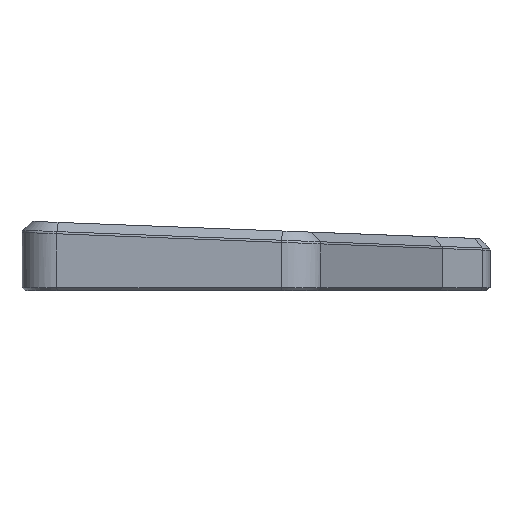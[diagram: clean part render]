
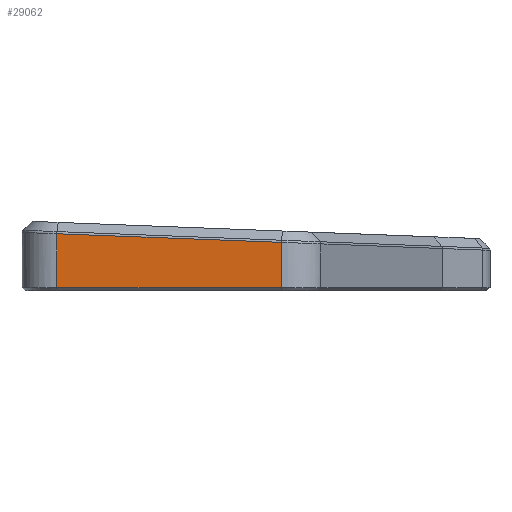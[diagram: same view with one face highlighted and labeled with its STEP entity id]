
A CAD part, left-side view. The second image highlights one B-rep face of the part: STEP entity #29062.
In plain terms, the highlighted planar face has unit normal (-0.995, 0.096, 0).
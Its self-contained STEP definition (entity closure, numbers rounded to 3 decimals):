
#4470 = PLANE('',#4471);
#4471 = AXIS2_PLACEMENT_3D('',#4472,#4473,#4474);
#4472 = CARTESIAN_POINT('',(-121.357,-11.64,-9.025));
#4473 = DIRECTION('',(-0.704,0.068,-0.707
    ));
#4474 = DIRECTION('',(0.096,0.995,
    0.));
#6206 = CYLINDRICAL_SURFACE('',#6207,9.5);
#6207 = AXIS2_PLACEMENT_3D('',#6208,#6209,#6210);
#6208 = CARTESIAN_POINT('',(-106.94,42.881,4.5));
#6209 = DIRECTION('',(0.,0.,1.));
#6210 = DIRECTION('',(0.,1.,0.));
#13877 = VERTEX_POINT('',#13878);
#13878 = CARTESIAN_POINT('',(-116.396,43.791,-8.65));
#13926 = VERTEX_POINT('',#13927);
#13927 = CARTESIAN_POINT('',(-121.73,-11.604,-8.65));
#13947 = EDGE_CURVE('',#13926,#13877,#13948,.T.);
#13948 = SURFACE_CURVE('',#13949,(#13953,#13960),.PCURVE_S1.);
#13949 = LINE('',#13950,#13951);
#13950 = CARTESIAN_POINT('',(-121.73,-11.604,-8.65));
#13951 = VECTOR('',#13952,1.);
#13952 = DIRECTION('',(0.096,0.995,
    0.));
#13953 = PCURVE('',#4470,#13954);
#13954 = DEFINITIONAL_REPRESENTATION('',(#13955),#13959);
#13955 = LINE('',#13956,#13957);
#13956 = CARTESIAN_POINT('',(0.,-0.53));
#13957 = VECTOR('',#13958,1.);
#13958 = DIRECTION('',(1.,0.));
#13959 = ( GEOMETRIC_REPRESENTATION_CONTEXT(2) 
PARAMETRIC_REPRESENTATION_CONTEXT() REPRESENTATION_CONTEXT('2D SPACE',''
  ) );
#13960 = PCURVE('',#13961,#13966);
#13961 = PLANE('',#13962);
#13962 = AXIS2_PLACEMENT_3D('',#13963,#13964,#13965);
#13963 = CARTESIAN_POINT('',(-121.73,-11.604,4.5));
#13964 = DIRECTION('',(0.995,-0.096,0.));
#13965 = DIRECTION('',(0.096,0.995,
    0.));
#13966 = DEFINITIONAL_REPRESENTATION('',(#13967),#13971);
#13967 = LINE('',#13968,#13969);
#13968 = CARTESIAN_POINT('',(0.,-13.15));
#13969 = VECTOR('',#13970,1.);
#13970 = DIRECTION('',(1.,0.));
#13971 = ( GEOMETRIC_REPRESENTATION_CONTEXT(2) 
PARAMETRIC_REPRESENTATION_CONTEXT() REPRESENTATION_CONTEXT('2D SPACE',''
  ) );
#14015 = CYLINDRICAL_SURFACE('',#14016,9.5);
#14016 = AXIS2_PLACEMENT_3D('',#14017,#14018,#14019);
#14017 = CARTESIAN_POINT('',(-112.274,-12.514,4.5));
#14018 = DIRECTION('',(0.,0.,1.));
#14019 = DIRECTION('',(0.,1.,0.));
#15967 = EDGE_CURVE('',#15968,#13877,#15970,.T.);
#15968 = VERTEX_POINT('',#15969);
#15969 = CARTESIAN_POINT('',(-116.396,43.791,
    4.626));
#15970 = SURFACE_CURVE('',#15971,(#15975,#15982),.PCURVE_S1.);
#15971 = LINE('',#15972,#15973);
#15972 = CARTESIAN_POINT('',(-116.396,43.791,10.5));
#15973 = VECTOR('',#15974,1.);
#15974 = DIRECTION('',(0.,0.,-1.));
#15975 = PCURVE('',#6206,#15976);
#15976 = DEFINITIONAL_REPRESENTATION('',(#15977),#15981);
#15977 = LINE('',#15978,#15979);
#15978 = CARTESIAN_POINT('',(1.475,6.));
#15979 = VECTOR('',#15980,1.);
#15980 = DIRECTION('',(0.,-1.));
#15981 = ( GEOMETRIC_REPRESENTATION_CONTEXT(2) 
PARAMETRIC_REPRESENTATION_CONTEXT() REPRESENTATION_CONTEXT('2D SPACE',''
  ) );
#15982 = PCURVE('',#13961,#15983);
#15983 = DEFINITIONAL_REPRESENTATION('',(#15984),#15988);
#15984 = LINE('',#15985,#15986);
#15985 = CARTESIAN_POINT('',(55.651,6.));
#15986 = VECTOR('',#15987,1.);
#15987 = DIRECTION('',(0.,-1.));
#15988 = ( GEOMETRIC_REPRESENTATION_CONTEXT(2) 
PARAMETRIC_REPRESENTATION_CONTEXT() REPRESENTATION_CONTEXT('2D SPACE',''
  ) );
#18496 = CYLINDRICAL_SURFACE('',#18497,0.75);
#18497 = AXIS2_PLACEMENT_3D('',#18498,#18499,#18500);
#18498 = CARTESIAN_POINT('',(-115.649,43.731,
    4.627));
#18499 = DIRECTION('',(-0.096,-0.995,
    -0.038));
#18500 = DIRECTION('',(-0.995,0.096,
    0.));
#18551 = ( BOUNDED_SURFACE() B_SPLINE_SURFACE(2,2,(
    (#18552,#18553,#18554)
    ,(#18555,#18556,#18557)
    ,(#18558,#18559,#18560
)),.UNSPECIFIED.,.F.,.F.,.F.) B_SPLINE_SURFACE_WITH_KNOTS((3,3),(3,3),(
    0.,0.012),(160.887,160.899),
.PIECEWISE_BEZIER_KNOTS.) GEOMETRIC_REPRESENTATION_ITEM() 
RATIONAL_B_SPLINE_SURFACE((
    (1.,1.,1.)
    ,(0.924,0.924,0.924)
,(1.,1.,1.))) REPRESENTATION_ITEM('') SURFACE() );
#18552 = CARTESIAN_POINT('',(-121.729,-11.592,
    2.499));
#18553 = CARTESIAN_POINT('',(-121.73,-11.598,
    2.498));
#18554 = CARTESIAN_POINT('',(-121.73,-11.604,
    2.498));
#18555 = CARTESIAN_POINT('',(-121.73,-11.604,
    2.81));
#18556 = CARTESIAN_POINT('',(-121.731,-11.61,
    2.81));
#18557 = CARTESIAN_POINT('',(-121.731,-11.615,
    2.809));
#18558 = CARTESIAN_POINT('',(-121.511,-11.633,
    3.029));
#18559 = CARTESIAN_POINT('',(-121.512,-11.639,
    3.029));
#18560 = CARTESIAN_POINT('',(-121.513,-11.645,
    3.029));
#29062 = ADVANCED_FACE('',(#29063),#13961,.F.);
#29063 = FACE_BOUND('',#29064,.F.);
#29064 = EDGE_LOOP('',(#29065,#29088,#29089,#29090,#29113));
#29065 = ORIENTED_EDGE('',*,*,#29066,.T.);
#29066 = EDGE_CURVE('',#29067,#13926,#29069,.T.);
#29067 = VERTEX_POINT('',#29068);
#29068 = CARTESIAN_POINT('',(-121.73,-11.604,
    2.498));
#29069 = SURFACE_CURVE('',#29070,(#29074,#29081),.PCURVE_S1.);
#29070 = LINE('',#29071,#29072);
#29071 = CARTESIAN_POINT('',(-121.73,-11.604,10.5));
#29072 = VECTOR('',#29073,1.);
#29073 = DIRECTION('',(0.,0.,-1.));
#29074 = PCURVE('',#13961,#29075);
#29075 = DEFINITIONAL_REPRESENTATION('',(#29076),#29080);
#29076 = LINE('',#29077,#29078);
#29077 = CARTESIAN_POINT('',(0.,6.));
#29078 = VECTOR('',#29079,1.);
#29079 = DIRECTION('',(0.,-1.));
#29080 = ( GEOMETRIC_REPRESENTATION_CONTEXT(2) 
PARAMETRIC_REPRESENTATION_CONTEXT() REPRESENTATION_CONTEXT('2D SPACE',''
  ) );
#29081 = PCURVE('',#14015,#29082);
#29082 = DEFINITIONAL_REPRESENTATION('',(#29083),#29087);
#29083 = LINE('',#29084,#29085);
#29084 = CARTESIAN_POINT('',(1.475,6.));
#29085 = VECTOR('',#29086,1.);
#29086 = DIRECTION('',(0.,-1.));
#29087 = ( GEOMETRIC_REPRESENTATION_CONTEXT(2) 
PARAMETRIC_REPRESENTATION_CONTEXT() REPRESENTATION_CONTEXT('2D SPACE',''
  ) );
#29088 = ORIENTED_EDGE('',*,*,#13947,.T.);
#29089 = ORIENTED_EDGE('',*,*,#15967,.F.);
#29090 = ORIENTED_EDGE('',*,*,#29091,.T.);
#29091 = EDGE_CURVE('',#15968,#29092,#29094,.T.);
#29092 = VERTEX_POINT('',#29093);
#29093 = CARTESIAN_POINT('',(-121.729,-11.592,
    2.499));
#29094 = SURFACE_CURVE('',#29095,(#29099,#29106),.PCURVE_S1.);
#29095 = LINE('',#29096,#29097);
#29096 = CARTESIAN_POINT('',(-116.395,43.803,
    4.627));
#29097 = VECTOR('',#29098,1.);
#29098 = DIRECTION('',(-0.096,-0.995,
    -0.038));
#29099 = PCURVE('',#13961,#29100);
#29100 = DEFINITIONAL_REPRESENTATION('',(#29101),#29105);
#29101 = LINE('',#29102,#29103);
#29102 = CARTESIAN_POINT('',(55.663,0.127));
#29103 = VECTOR('',#29104,1.);
#29104 = DIRECTION('',(-0.999,-0.038));
#29105 = ( GEOMETRIC_REPRESENTATION_CONTEXT(2) 
PARAMETRIC_REPRESENTATION_CONTEXT() REPRESENTATION_CONTEXT('2D SPACE',''
  ) );
#29106 = PCURVE('',#18496,#29107);
#29107 = DEFINITIONAL_REPRESENTATION('',(#29108),#29112);
#29108 = LINE('',#29109,#29110);
#29109 = CARTESIAN_POINT('',(-0.,0.));
#29110 = VECTOR('',#29111,1.);
#29111 = DIRECTION('',(-0.,1.));
#29112 = ( GEOMETRIC_REPRESENTATION_CONTEXT(2) 
PARAMETRIC_REPRESENTATION_CONTEXT() REPRESENTATION_CONTEXT('2D SPACE',''
  ) );
#29113 = ORIENTED_EDGE('',*,*,#29114,.T.);
#29114 = EDGE_CURVE('',#29092,#29067,#29115,.T.);
#29115 = SURFACE_CURVE('',#29116,(#29120,#29127),.PCURVE_S1.);
#29116 = ( BOUNDED_CURVE() B_SPLINE_CURVE(2,(#29117,#29118,#29119),
.UNSPECIFIED.,.F.,.F.) B_SPLINE_CURVE_WITH_KNOTS((3,3),(160.887,
160.899),.PIECEWISE_BEZIER_KNOTS.) CURVE() 
GEOMETRIC_REPRESENTATION_ITEM() RATIONAL_B_SPLINE_CURVE((1.,1.,1.)) 
REPRESENTATION_ITEM('') );
#29117 = CARTESIAN_POINT('',(-121.729,-11.592,
    2.499));
#29118 = CARTESIAN_POINT('',(-121.73,-11.598,
    2.498));
#29119 = CARTESIAN_POINT('',(-121.73,-11.604,
    2.498));
#29120 = PCURVE('',#13961,#29121);
#29121 = DEFINITIONAL_REPRESENTATION('',(#29122),#29126);
#29122 = B_SPLINE_CURVE_WITH_KNOTS('',2,(#29123,#29124,#29125),
  .UNSPECIFIED.,.F.,.F.,(3,3),(160.887,160.899),
  .PIECEWISE_BEZIER_KNOTS.);
#29123 = CARTESIAN_POINT('',(0.012,-2.001));
#29124 = CARTESIAN_POINT('',(0.006,-2.002));
#29125 = CARTESIAN_POINT('',(0.,-2.002));
#29126 = ( GEOMETRIC_REPRESENTATION_CONTEXT(2) 
PARAMETRIC_REPRESENTATION_CONTEXT() REPRESENTATION_CONTEXT('2D SPACE',''
  ) );
#29127 = PCURVE('',#18551,#29128);
#29128 = DEFINITIONAL_REPRESENTATION('',(#29129),#29133);
#29129 = LINE('',#29130,#29131);
#29130 = CARTESIAN_POINT('',(0.,0.));
#29131 = VECTOR('',#29132,1.);
#29132 = DIRECTION('',(0.,1.));
#29133 = ( GEOMETRIC_REPRESENTATION_CONTEXT(2) 
PARAMETRIC_REPRESENTATION_CONTEXT() REPRESENTATION_CONTEXT('2D SPACE',''
  ) );
